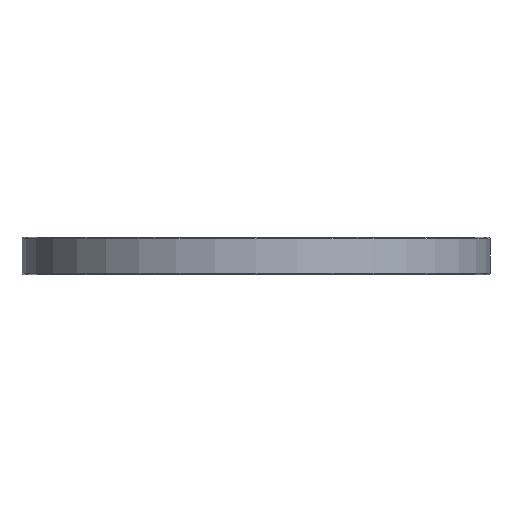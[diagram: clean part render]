
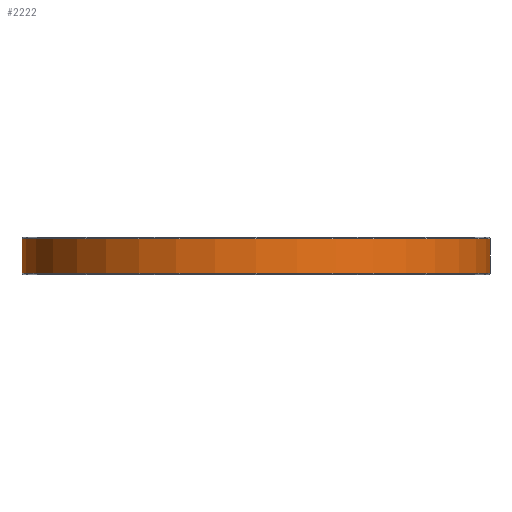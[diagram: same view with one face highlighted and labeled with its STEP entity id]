
A CAD part, front view. The second image highlights one B-rep face of the part: STEP entity #2222.
In plain terms, the highlighted cylindrical face has radius 170 mm (diameter 340 mm), a partial arc.
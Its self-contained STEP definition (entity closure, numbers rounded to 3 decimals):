
#114 = CARTESIAN_POINT ( 'NONE',  ( 0., 0., 26. ) ) ;
#145 = AXIS2_PLACEMENT_3D ( 'NONE', #830, #648, #435 ) ;
#284 = CARTESIAN_POINT ( 'NONE',  ( 0., 0., 1. ) ) ;
#316 = AXIS2_PLACEMENT_3D ( 'NONE', #114, #559, #2496 ) ;
#337 = EDGE_CURVE ( 'NONE', #2092, #429, #1682, .T. ) ;
#381 = ORIENTED_EDGE ( 'NONE', *, *, #337, .T. ) ;
#429 = VERTEX_POINT ( 'NONE', #741 ) ;
#435 = DIRECTION ( 'NONE',  ( -1., 0., 0. ) ) ;
#486 = ORIENTED_EDGE ( 'NONE', *, *, #1076, .T. ) ;
#521 = LINE ( 'NONE', #2334, #760 ) ;
#535 = DIRECTION ( 'NONE',  ( 0., 0., -1. ) ) ;
#559 = DIRECTION ( 'NONE',  ( 0., 0., -1. ) ) ;
#648 = DIRECTION ( 'NONE',  ( 0., 0., -1. ) ) ;
#741 = CARTESIAN_POINT ( 'NONE',  ( 170., 0., 1. ) ) ;
#760 = VECTOR ( 'NONE', #535, 1000. ) ;
#830 = CARTESIAN_POINT ( 'NONE',  ( 0., 0., 27. ) ) ;
#861 = VERTEX_POINT ( 'NONE', #1322 ) ;
#960 = ORIENTED_EDGE ( 'NONE', *, *, #2015, .T. ) ;
#996 = LINE ( 'NONE', #1800, #2141 ) ;
#1045 = CARTESIAN_POINT ( 'NONE',  ( -170., 0., 26. ) ) ;
#1076 = EDGE_CURVE ( 'NONE', #1913, #2092, #521, .T. ) ;
#1156 = CIRCLE ( 'NONE', #316, 170. ) ;
#1201 = DIRECTION ( 'NONE',  ( 0., 0., -1. ) ) ;
#1297 = CARTESIAN_POINT ( 'NONE',  ( -170., 0., 1. ) ) ;
#1322 = CARTESIAN_POINT ( 'NONE',  ( 170., 0., 26. ) ) ;
#1360 = EDGE_CURVE ( 'NONE', #861, #429, #996, .T. ) ;
#1465 = DIRECTION ( 'NONE',  ( 0., 0., 1. ) ) ;
#1579 = EDGE_LOOP ( 'NONE', ( #1736, #960, #486, #381 ) ) ;
#1682 = CIRCLE ( 'NONE', #2022, 170. ) ;
#1736 = ORIENTED_EDGE ( 'NONE', *, *, #1360, .F. ) ;
#1800 = CARTESIAN_POINT ( 'NONE',  ( 170., 0., 27. ) ) ;
#1818 = CYLINDRICAL_SURFACE ( 'NONE', #145, 170. ) ;
#1913 = VERTEX_POINT ( 'NONE', #1045 ) ;
#2015 = EDGE_CURVE ( 'NONE', #861, #1913, #1156, .T. ) ;
#2022 = AXIS2_PLACEMENT_3D ( 'NONE', #284, #1465, #2078 ) ;
#2026 = FACE_OUTER_BOUND ( 'NONE', #1579, .T. ) ;
#2078 = DIRECTION ( 'NONE',  ( 1., 0., 0. ) ) ;
#2092 = VERTEX_POINT ( 'NONE', #1297 ) ;
#2141 = VECTOR ( 'NONE', #1201, 1000. ) ;
#2222 = ADVANCED_FACE ( 'NONE', ( #2026 ), #1818, .T. ) ;
#2334 = CARTESIAN_POINT ( 'NONE',  ( -170., 0., 27. ) ) ;
#2496 = DIRECTION ( 'NONE',  ( 1., 0., 0. ) ) ;
